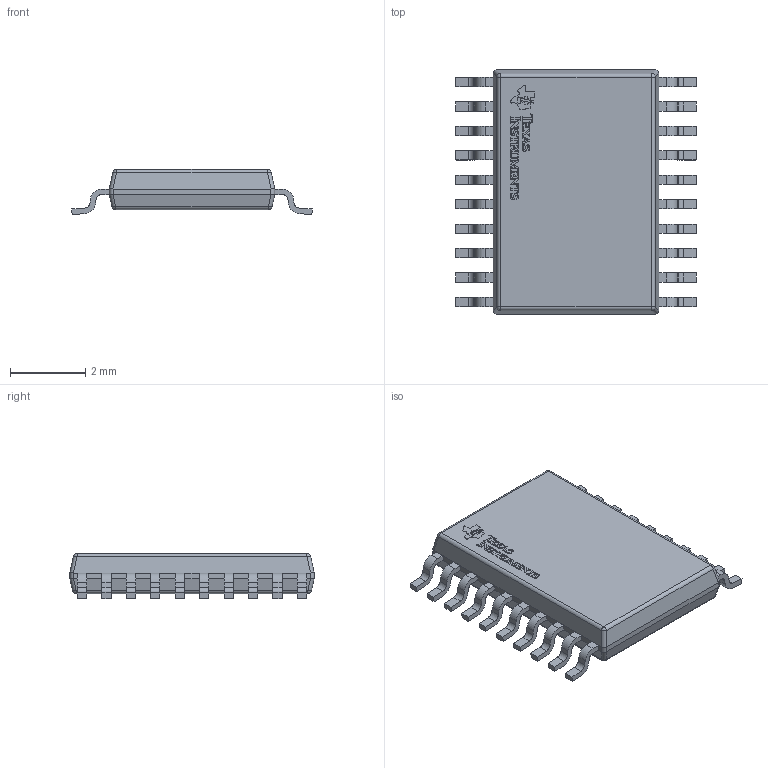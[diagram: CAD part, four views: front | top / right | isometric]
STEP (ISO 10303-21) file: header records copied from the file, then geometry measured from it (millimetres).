
FILE_DESCRIPTION(/* description */ (''),/* implementation_level */ '2;1');
FILE_NAME(/* name */ '1.stp',/* time_stamp */ '2020-02-01T09:29:46+02:00',/* author */ ('k'),/* organization */ (''),/* preprocessor_version */ 'ST-DEVELOPER v15.6',/* originating_system */ 'Autodesk Inventor 2015',/* authorisation */ '');
FILE_SCHEMA (('AUTOMOTIVE_DESIGN { 1 0 10303 214 3 1 1 }'));
Length unit declared in the file: millimetre
Products named in the file (6): BODY-TSSOP; LEAD-TSSOP; DAP; Texas Logo Yury; Texas Logo Yury - Copy; PWP0020U
Bounding box: 6.4 x 6.5 x 1.2 mm (x, y, z)
Volume: 30.6 mm3; surface area: 119 mm2
Topology: 40 solids, 40 shells, 785 faces, 2088 edges, 1384 vertices
Faces by surface type: plane 511, bspline 166, cylinder 100, sphere 8
Entity records: 17803 total; most frequent: CARTESIAN_POINT 5591, ORIENTED_EDGE 2808, DIRECTION 1862, EDGE_CURVE 1404, LINE 1016, VECTOR 1016, VERTEX_POINT 928, EDGE_LOOP 524
